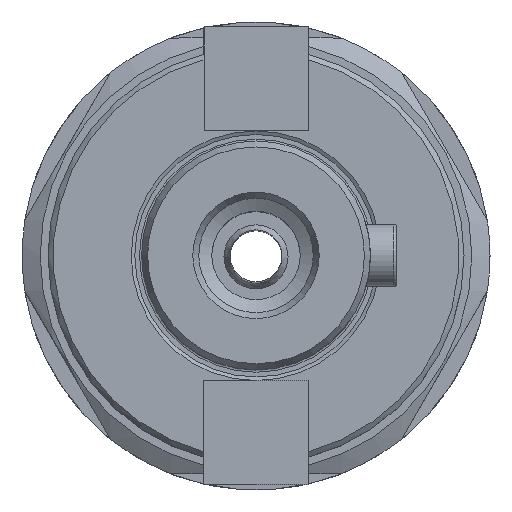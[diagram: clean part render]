
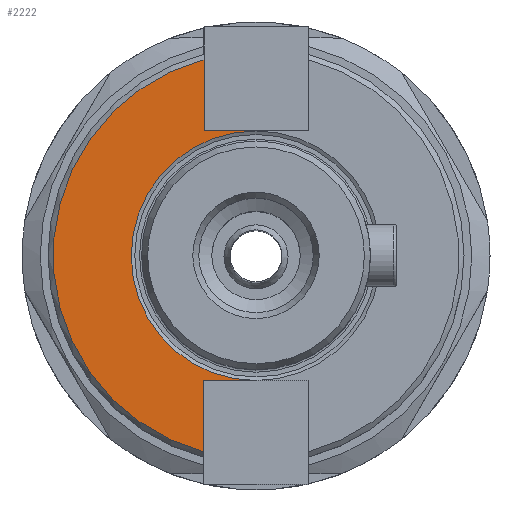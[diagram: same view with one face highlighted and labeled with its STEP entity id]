
A CAD part, top view. The second image highlights one B-rep face of the part: STEP entity #2222.
In plain terms, the highlighted planar face has unit normal (0, 0, 1).
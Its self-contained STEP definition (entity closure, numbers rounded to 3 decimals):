
#381 = VERTEX_POINT ( 'NONE', #3583 ) ;
#465 = CARTESIAN_POINT ( 'NONE',  ( 0., 0., 16. ) ) ;
#502 = ORIENTED_EDGE ( 'NONE', *, *, #6560, .F. ) ;
#507 = CARTESIAN_POINT ( 'NONE',  ( 0., 12., 16. ) ) ;
#559 = PLANE ( 'NONE',  #7121 ) ;
#583 = CARTESIAN_POINT ( 'NONE',  ( -5., -18.848, 16. ) ) ;
#669 = LINE ( 'NONE', #3333, #6624 ) ;
#894 = ORIENTED_EDGE ( 'NONE', *, *, #6311, .F. ) ;
#937 = AXIS2_PLACEMENT_3D ( 'NONE', #465, #4477, #1030 ) ;
#1030 = DIRECTION ( 'NONE',  ( 1., 0., 0. ) ) ;
#1302 = LINE ( 'NONE', #2698, #2660 ) ;
#1521 = ORIENTED_EDGE ( 'NONE', *, *, #3474, .F. ) ;
#1719 = DIRECTION ( 'NONE',  ( -1., 0., 0. ) ) ;
#2120 = DIRECTION ( 'NONE',  ( 0., 0., 1. ) ) ;
#2200 = VECTOR ( 'NONE', #3487, 1000. ) ;
#2222 = ADVANCED_FACE ( 'NONE', ( #4373 ), #559, .F. ) ;
#2660 = VECTOR ( 'NONE', #6750, 1000. ) ;
#2698 = CARTESIAN_POINT ( 'NONE',  ( -5., 22., 16. ) ) ;
#2766 = VERTEX_POINT ( 'NONE', #3818 ) ;
#2868 = LINE ( 'NONE', #5214, #5955 ) ;
#2968 = ORIENTED_EDGE ( 'NONE', *, *, #4884, .T. ) ;
#3333 = CARTESIAN_POINT ( 'NONE',  ( -5., -22., 16. ) ) ;
#3474 = EDGE_CURVE ( 'NONE', #2766, #6814, #1302, .T. ) ;
#3487 = DIRECTION ( 'NONE',  ( 1., 0., 0. ) ) ;
#3550 = CARTESIAN_POINT ( 'NONE',  ( 0., 20., 16. ) ) ;
#3583 = CARTESIAN_POINT ( 'NONE',  ( 0., -12., 16. ) ) ;
#3633 = EDGE_CURVE ( 'NONE', #2766, #3891, #7280, .T. ) ;
#3818 = CARTESIAN_POINT ( 'NONE',  ( -5., 18.848, 16. ) ) ;
#3891 = VERTEX_POINT ( 'NONE', #583 ) ;
#3923 = DIRECTION ( 'NONE',  ( 0., 0., -1. ) ) ;
#3924 = DIRECTION ( 'NONE',  ( 0., 1., 0. ) ) ;
#4129 = CIRCLE ( 'NONE', #937, 12. ) ;
#4373 = FACE_OUTER_BOUND ( 'NONE', #7426, .T. ) ;
#4477 = DIRECTION ( 'NONE',  ( 0., 0., 1. ) ) ;
#4691 = VERTEX_POINT ( 'NONE', #4932 ) ;
#4884 = EDGE_CURVE ( 'NONE', #3891, #4691, #669, .T. ) ;
#4932 = CARTESIAN_POINT ( 'NONE',  ( -5., -12., 16. ) ) ;
#5214 = CARTESIAN_POINT ( 'NONE',  ( 5., -12., 16. ) ) ;
#5233 = CARTESIAN_POINT ( 'NONE',  ( -5., 12., 16. ) ) ;
#5245 = VERTEX_POINT ( 'NONE', #507 ) ;
#5271 = LINE ( 'NONE', #6368, #2200 ) ;
#5476 = ORIENTED_EDGE ( 'NONE', *, *, #6791, .F. ) ;
#5536 = DIRECTION ( 'NONE',  ( -1., 0., 0. ) ) ;
#5578 = CARTESIAN_POINT ( 'NONE',  ( 0., 0., 16. ) ) ;
#5955 = VECTOR ( 'NONE', #1719, 1000. ) ;
#6175 = DIRECTION ( 'NONE',  ( -1., 0., 0. ) ) ;
#6311 = EDGE_CURVE ( 'NONE', #381, #4691, #2868, .T. ) ;
#6368 = CARTESIAN_POINT ( 'NONE',  ( -5., 12., 16. ) ) ;
#6560 = EDGE_CURVE ( 'NONE', #5245, #381, #4129, .T. ) ;
#6624 = VECTOR ( 'NONE', #3924, 1000. ) ;
#6662 = ORIENTED_EDGE ( 'NONE', *, *, #3633, .T. ) ;
#6750 = DIRECTION ( 'NONE',  ( 0., -1., 0. ) ) ;
#6791 = EDGE_CURVE ( 'NONE', #6814, #5245, #5271, .T. ) ;
#6814 = VERTEX_POINT ( 'NONE', #5233 ) ;
#7121 = AXIS2_PLACEMENT_3D ( 'NONE', #3550, #3923, #5536 ) ;
#7280 = CIRCLE ( 'NONE', #7320, 19.5 ) ;
#7320 = AXIS2_PLACEMENT_3D ( 'NONE', #5578, #2120, #6175 ) ;
#7426 = EDGE_LOOP ( 'NONE', ( #1521, #6662, #2968, #894, #502, #5476 ) ) ;
